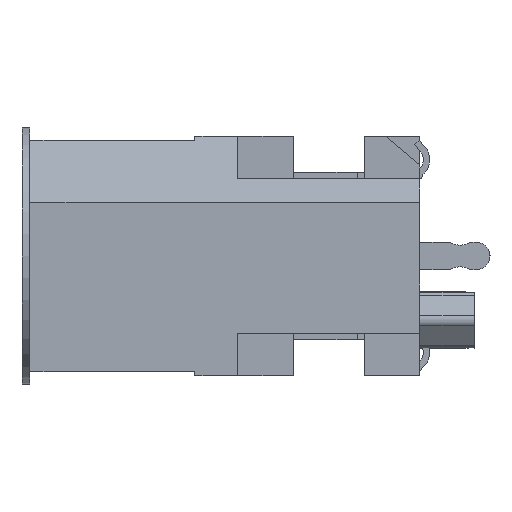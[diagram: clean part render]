
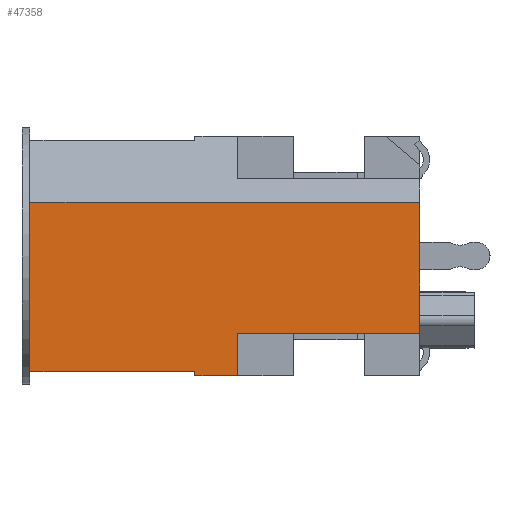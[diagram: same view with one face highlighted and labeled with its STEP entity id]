
A CAD part, left-side view. The second image highlights one B-rep face of the part: STEP entity #47358.
In plain terms, the highlighted planar face has unit normal (-1, 0, 0).
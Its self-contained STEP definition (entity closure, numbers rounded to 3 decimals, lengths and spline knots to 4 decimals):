
#4527=LINE('',#79527,#10138);
#4732=LINE('',#79988,#10343);
#4758=LINE('',#80037,#10369);
#4770=LINE('',#80062,#10381);
#4775=LINE('',#80072,#10386);
#4856=LINE('',#80208,#10467);
#4857=LINE('',#80209,#10468);
#4858=LINE('',#80211,#10469);
#10138=VECTOR('',#65904,1000.);
#10343=VECTOR('',#66203,1000.);
#10369=VECTOR('',#66237,1000.);
#10381=VECTOR('',#66253,1000.);
#10386=VECTOR('',#66262,1000.);
#10467=VECTOR('',#66349,1000.);
#10468=VECTOR('',#66350,1000.);
#10469=VECTOR('',#66351,1000.);
#23607=ORIENTED_EDGE('',*,*,#32249,.F.);
#23608=ORIENTED_EDGE('',*,*,#31915,.T.);
#23609=ORIENTED_EDGE('',*,*,#32125,.T.);
#23610=ORIENTED_EDGE('',*,*,#32250,.F.);
#23611=ORIENTED_EDGE('',*,*,#32251,.F.);
#23612=ORIENTED_EDGE('',*,*,#32168,.T.);
#23613=ORIENTED_EDGE('',*,*,#32163,.F.);
#23614=ORIENTED_EDGE('',*,*,#32151,.T.);
#31915=EDGE_CURVE('',#37184,#37183,#4527,.T.);
#32125=EDGE_CURVE('',#37183,#37392,#4732,.T.);
#32151=EDGE_CURVE('',#37412,#37411,#4758,.T.);
#32163=EDGE_CURVE('',#37412,#37421,#4770,.T.);
#32168=EDGE_CURVE('',#37426,#37421,#4775,.T.);
#32249=EDGE_CURVE('',#37184,#37411,#4856,.T.);
#32250=EDGE_CURVE('',#37478,#37392,#4857,.T.);
#32251=EDGE_CURVE('',#37426,#37478,#4858,.T.);
#37183=VERTEX_POINT('',#79526);
#37184=VERTEX_POINT('',#79528);
#37392=VERTEX_POINT('',#79987);
#37411=VERTEX_POINT('',#80036);
#37412=VERTEX_POINT('',#80038);
#37421=VERTEX_POINT('',#80059);
#37426=VERTEX_POINT('',#80073);
#37478=VERTEX_POINT('',#80210);
#41052=EDGE_LOOP('',(#23607,#23608,#23609,#23610,#23611,#23612,#23613,#23614));
#43397=FACE_BOUND('',#41052,.T.);
#45056=PLANE('',#55033);
#47358=ADVANCED_FACE('',(#43397),#45056,.F.);
#55033=AXIS2_PLACEMENT_3D('',#80207,#66347,#66348);
#65904=DIRECTION('',(0.,-1.,0.));
#66203=DIRECTION('',(0.,0.,1.));
#66237=DIRECTION('',(0.,-1.,0.));
#66253=DIRECTION('',(0.,0.,1.));
#66262=DIRECTION('',(0.,-1.,0.));
#66347=DIRECTION('',(1.,0.,0.));
#66348=DIRECTION('',(0.,0.,-1.));
#66349=DIRECTION('',(0.,0.,-1.));
#66350=DIRECTION('',(0.,-1.,0.));
#66351=DIRECTION('',(0.,0.,1.));
#79526=CARTESIAN_POINT('',(-11.75,0.,-1.805));
#79527=CARTESIAN_POINT('',(-11.75,4.25,-1.805));
#79528=CARTESIAN_POINT('',(-11.75,4.25,-1.805));
#79987=CARTESIAN_POINT('',(-11.75,0.,1.25));
#79988=CARTESIAN_POINT('',(-11.75,0.,-2.8));
#80036=CARTESIAN_POINT('',(-11.75,4.25,-2.8));
#80037=CARTESIAN_POINT('',(-11.75,5.25,-2.8));
#80038=CARTESIAN_POINT('',(-11.75,5.25,-2.8));
#80059=CARTESIAN_POINT('',(-11.75,5.25,-2.7));
#80062=CARTESIAN_POINT('',(-11.75,5.25,-2.8));
#80072=CARTESIAN_POINT('',(-11.75,9.1,-2.7));
#80073=CARTESIAN_POINT('',(-11.75,9.1,-2.7));
#80207=CARTESIAN_POINT('',(-11.75,5.25,-2.8));
#80208=CARTESIAN_POINT('',(-11.75,4.25,-1.805));
#80209=CARTESIAN_POINT('',(-11.75,5.25,1.25));
#80210=CARTESIAN_POINT('',(-11.75,9.1,1.25));
#80211=CARTESIAN_POINT('',(-11.75,9.1,-2.7));
